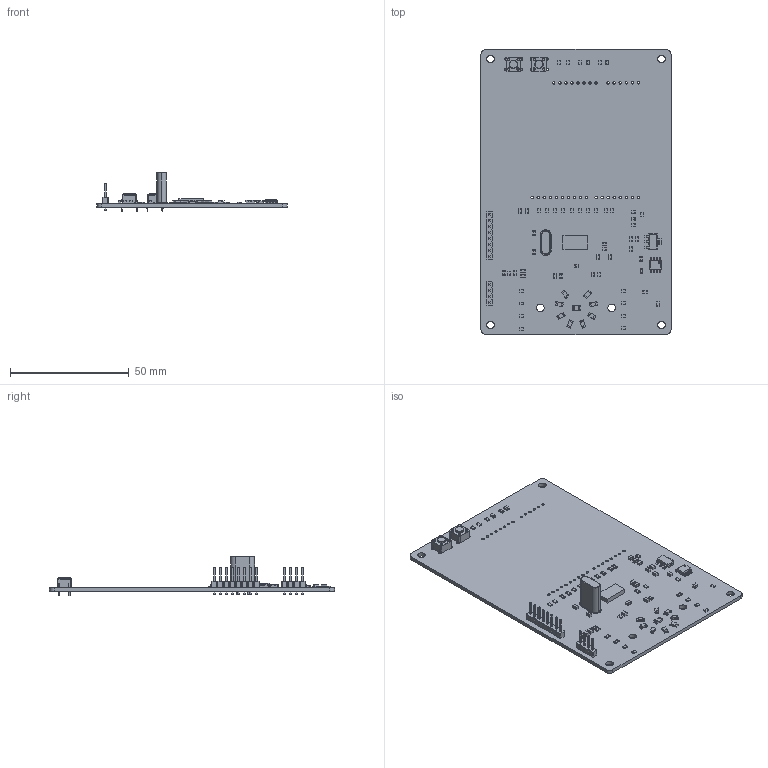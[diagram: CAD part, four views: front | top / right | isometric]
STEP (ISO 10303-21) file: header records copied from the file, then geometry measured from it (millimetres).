
FILE_DESCRIPTION(('KiCad electronic assembly'),'2;1');
FILE_NAME('PCB KiCad.step','2022-12-13T16:50:18',('Pcbnew'),('Kicad'), 'Open CASCADE STEP processor 7.6','KiCad to STEP converter','Unknown' );
FILE_SCHEMA(('AUTOMOTIVE_DESIGN { 1 0 10303 214 1 1 1 1 }'));
Length unit declared in the file: millimetre
Products named in the file (26): PCB KiCad 1; LED_1206_3216Metric; SOLID; R_0805_2012Metric; C_0805_2012Metric; D_1206_3216Metric; PinHeader_1x04_P2.54mm_Vertical; PinHeader_1x08_P2.54mm_Vertical; SW_PUSH_6mm; SOT-223; Crystal_HC49-U_Vertical; SOIC-8_3.9x4.9mm_P1.27mm; Texas_Instruments_-_ADS1256IDBT; COMPOUND; LED_0805_2012Metric; PCB KiCad PCB
Assembly tree (83 placements, depth 3):
  PCB KiCad 1
    LED_1206_3216Metric  x8
      SOLID
    R_0805_2012Metric  x33
      SOLID
    C_0805_2012Metric  x18
      SOLID
    D_1206_3216Metric
      SOLID
    PinHeader_1x04_P2.54mm_Vertical
      SOLID
    PinHeader_1x08_P2.54mm_Vertical
      SOLID
    SW_PUSH_6mm  x2
      SOLID
    SOT-223
      SOLID
    Crystal_HC49-U_Vertical
      SOLID
    SOIC-8_3.9x4.9mm_P1.27mm
      SOLID
    Texas_Instruments_-_ADS1256IDBT
      COMPOUND
    LED_0805_2012Metric  x2
      SOLID
    PCB KiCad PCB
Bounding box: 80 x 120 x 16.6 mm (x, y, z)
Volume: 16516.4 mm3; surface area: 22492.7 mm2
Topology: 71 solids, 71 shells, 2743 faces, 7119 edges, 4604 vertices
Faces by surface type: plane 1908, cylinder 781, bspline 48, torus 6
Full cylindrical faces by diameter (mm): 0.5 x2, 0.6 x1, 0.8 x2, 1 x52, 1.1 x8, 3.2 x6, 3.5 x2
Entity records: 67060 total; most frequent: CARTESIAN_POINT 12241, DIRECTION 9061, LINE 6111, VECTOR 6111, ORIENTED_EDGE 4756, PCURVE 4756, DEFINITIONAL_REPRESENTATION 4756, EDGE_CURVE 2378
